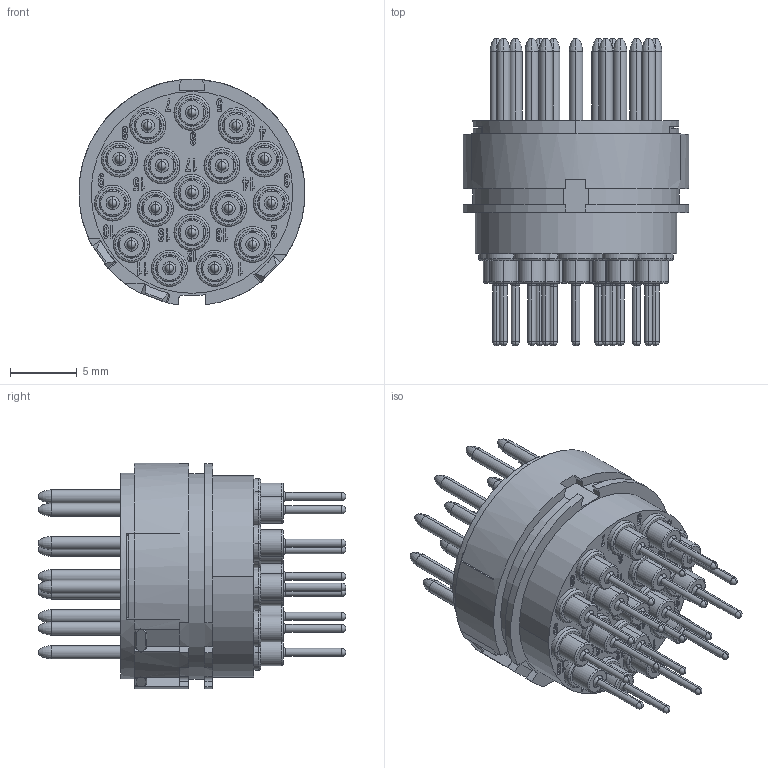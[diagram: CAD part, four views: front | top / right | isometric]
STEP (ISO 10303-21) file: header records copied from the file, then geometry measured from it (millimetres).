
FILE_DESCRIPTION((''),'2;1');
FILE_NAME('HR23-017-MTHT_SW0001','2017-07-24T',('tc.chen'),(''),'PRO/ENGINEER BY PARAMETRIC TECHNOLOGY CORPORATION, 2012480','PRO/ENGINEER BY PARAMETRIC TECHNOLOGY CORPORATION, 2012480','');
FILE_SCHEMA(('AUTOMOTIVE_DESIGN { 1 0 10303 214 1 1 1 1 }'));
Products named in the file (1): HR23-017-MTHT_SW0001
Bounding box: 16.96 x 23.1 x 16.94 mm (x, y, z)
Volume: 2148.6 mm3; surface area: 5007.8 mm2
Topology: 1 solids, 1 shells, 1856 faces, 4796 edges, 3057 vertices
Faces by surface type: plane 711, extrusion 496, cylinder 386, torus 144, cone 51, sphere 34, bspline 34
Entity records: 63293 total; most frequent: CARTESIAN_POINT 19370, ORIENTED_EDGE 9524, DIRECTION 8031, EDGE_CURVE 4762, VERTEX_POINT 3057, VECTOR 2859, AXIS2_PLACEMENT_3D 2586, LINE 2363
